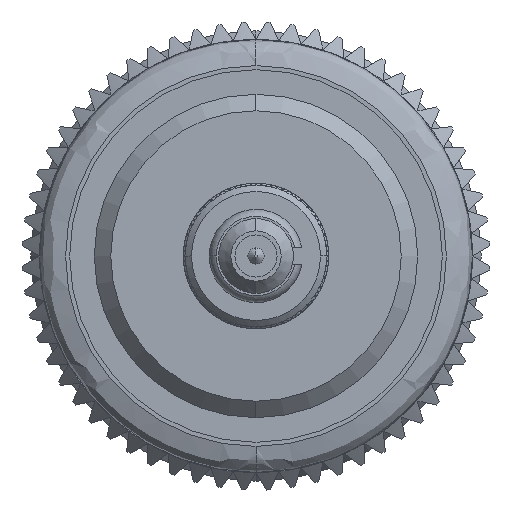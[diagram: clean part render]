
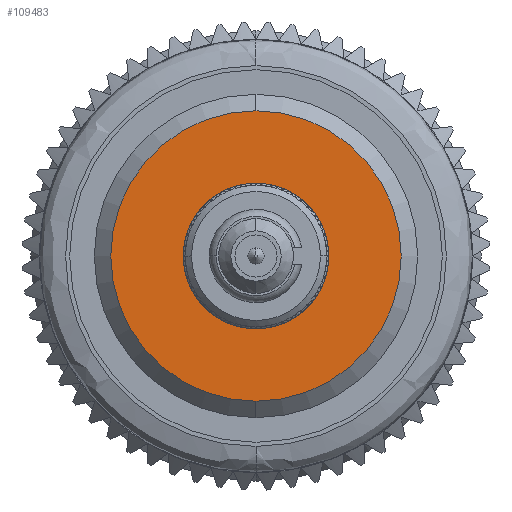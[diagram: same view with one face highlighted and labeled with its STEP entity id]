
A CAD part, left-side view. The second image highlights one B-rep face of the part: STEP entity #109483.
In plain terms, the highlighted face is planar.
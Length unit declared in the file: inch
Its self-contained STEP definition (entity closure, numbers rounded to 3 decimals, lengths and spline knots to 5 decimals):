
#1615 = ORIENTED_EDGE ( 'NONE', *, *, #103393, .F. ) ;
#5326 = DIRECTION ( 'NONE',  ( 0., 0., 1. ) ) ;
#11323 = EDGE_LOOP ( 'NONE', ( #1615, #28439 ) ) ;
#12581 = DIRECTION ( 'NONE',  ( 1., 0., 0. ) ) ;
#19546 = CIRCLE ( 'NONE', #94660, 0.053 ) ;
#19931 = AXIS2_PLACEMENT_3D ( 'NONE', #24731, #100862, #75661 ) ;
#24731 = CARTESIAN_POINT ( 'NONE',  ( 0.95378, -0.28473, -0.30029 ) ) ;
#27533 = VERTEX_POINT ( 'NONE', #79417 ) ;
#28439 = ORIENTED_EDGE ( 'NONE', *, *, #95179, .F. ) ;
#36432 = AXIS2_PLACEMENT_3D ( 'NONE', #63188, #81081, #78897 ) ;
#38876 = EDGE_CURVE ( 'NONE', #96402, #73783, #54486, .T. ) ;
#44831 = CIRCLE ( 'NONE', #107389, 0.053 ) ;
#47141 = EDGE_CURVE ( 'NONE', #73783, #96402, #59902, .T. ) ;
#50399 = CARTESIAN_POINT ( 'NONE',  ( 0.95378, 0., -0.053 ) ) ;
#54486 = CIRCLE ( 'NONE', #56224, 0.17667 ) ;
#56224 = AXIS2_PLACEMENT_3D ( 'NONE', #85106, #85663, #59915 ) ;
#59902 = CIRCLE ( 'NONE', #36432, 0.17667 ) ;
#59915 = DIRECTION ( 'NONE',  ( 0., 0., 1. ) ) ;
#60566 = CARTESIAN_POINT ( 'NONE',  ( 0.95378, 0., -0.17667 ) ) ;
#60575 = ORIENTED_EDGE ( 'NONE', *, *, #47141, .T. ) ;
#62930 = CARTESIAN_POINT ( 'NONE',  ( 0.95378, 0., 0. ) ) ;
#63188 = CARTESIAN_POINT ( 'NONE',  ( 0.95378, 0., 0. ) ) ;
#66711 = FACE_BOUND ( 'NONE', #11323, .T. ) ;
#73783 = VERTEX_POINT ( 'NONE', #83457 ) ;
#75125 = PLANE ( 'NONE',  #19931 ) ;
#75661 = DIRECTION ( 'NONE',  ( 0., 0., 1. ) ) ;
#78897 = DIRECTION ( 'NONE',  ( 0., 0., 1. ) ) ;
#79417 = CARTESIAN_POINT ( 'NONE',  ( 0.95378, 0., 0.053 ) ) ;
#79935 = VERTEX_POINT ( 'NONE', #50399 ) ;
#81081 = DIRECTION ( 'NONE',  ( 1., 0., 0. ) ) ;
#82556 = DIRECTION ( 'NONE',  ( 1., 0., 0. ) ) ;
#83457 = CARTESIAN_POINT ( 'NONE',  ( 0.95378, 0., 0.17667 ) ) ;
#85106 = CARTESIAN_POINT ( 'NONE',  ( 0.95378, 0., 0. ) ) ;
#85663 = DIRECTION ( 'NONE',  ( 1., 0., 0. ) ) ;
#86450 = ORIENTED_EDGE ( 'NONE', *, *, #38876, .T. ) ;
#94660 = AXIS2_PLACEMENT_3D ( 'NONE', #100434, #82556, #5326 ) ;
#95179 = EDGE_CURVE ( 'NONE', #79935, #27533, #19546, .T. ) ;
#96402 = VERTEX_POINT ( 'NONE', #60566 ) ;
#96566 = DIRECTION ( 'NONE',  ( 0., 0., 1. ) ) ;
#100434 = CARTESIAN_POINT ( 'NONE',  ( 0.95378, 0., 0. ) ) ;
#100862 = DIRECTION ( 'NONE',  ( -1., 0., 0. ) ) ;
#101420 = FACE_OUTER_BOUND ( 'NONE', #102953, .T. ) ;
#102953 = EDGE_LOOP ( 'NONE', ( #60575, #86450 ) ) ;
#103393 = EDGE_CURVE ( 'NONE', #27533, #79935, #44831, .T. ) ;
#107389 = AXIS2_PLACEMENT_3D ( 'NONE', #62930, #12581, #96566 ) ;
#109483 = ADVANCED_FACE ( 'NONE', ( #66711, #101420 ), #75125, .F. ) ;
